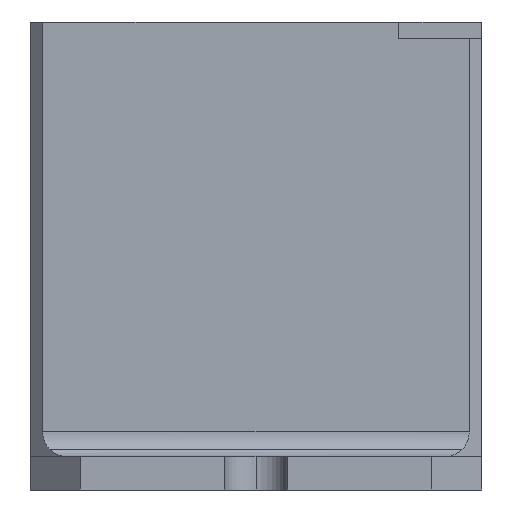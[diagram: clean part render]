
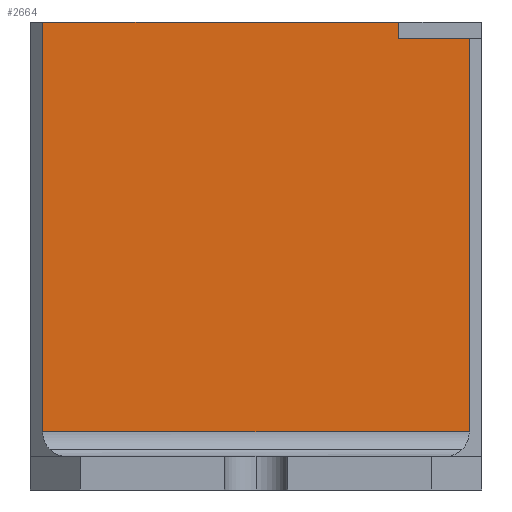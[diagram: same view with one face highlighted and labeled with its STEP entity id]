
A CAD part, left-side view. The second image highlights one B-rep face of the part: STEP entity #2664.
In plain terms, the highlighted planar face has unit normal (-1, 0, 0).
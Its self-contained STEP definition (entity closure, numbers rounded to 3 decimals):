
#277=CARTESIAN_POINT('',(-15.8,-12.85,2.5));
#278=VERTEX_POINT('',#277);
#286=CARTESIAN_POINT('',(-15.8,12.85,2.5));
#287=VERTEX_POINT('',#286);
#288=CARTESIAN_POINT('',(-15.8,-12.85,2.5));
#289=DIRECTION('',(0.0,1.0,0.0));
#290=VECTOR('',#289,25.7);
#291=LINE('',#288,#290);
#292=EDGE_CURVE('',#278,#287,#291,.T.);
#2618=CARTESIAN_POINT('',(-15.8,-13.6,-1.0));
#2619=DIRECTION('',(-1.0,0.0,0.0));
#2620=DIRECTION('',(0.0,0.0,1.0));
#2621=AXIS2_PLACEMENT_3D('',#2618,#2619,#2620);
#2622=PLANE('',#2621);
#2623=ORIENTED_EDGE('',*,*,#292,.F.);
#2624=CARTESIAN_POINT('',(-15.8,-12.85,26.2));
#2625=VERTEX_POINT('',#2624);
#2626=CARTESIAN_POINT('',(-15.8,-12.85,26.2));
#2627=DIRECTION('',(0.0,0.0,-1.0));
#2628=VECTOR('',#2627,23.7);
#2629=LINE('',#2626,#2628);
#2630=EDGE_CURVE('',#2625,#278,#2629,.T.);
#2631=ORIENTED_EDGE('',*,*,#2630,.F.);
#2632=CARTESIAN_POINT('',(-15.8,-8.6,26.2));
#2633=VERTEX_POINT('',#2632);
#2634=CARTESIAN_POINT('',(-15.8,-12.85,26.2));
#2635=DIRECTION('',(0.0,1.0,0.0));
#2636=VECTOR('',#2635,4.25);
#2637=LINE('',#2634,#2636);
#2638=EDGE_CURVE('',#2625,#2633,#2637,.T.);
#2639=ORIENTED_EDGE('',*,*,#2638,.T.);
#2640=CARTESIAN_POINT('',(-15.8,-8.6,27.2));
#2641=VERTEX_POINT('',#2640);
#2642=CARTESIAN_POINT('',(-15.8,-8.6,26.2));
#2643=DIRECTION('',(0.0,0.0,1.0));
#2644=VECTOR('',#2643,1.);
#2645=LINE('',#2642,#2644);
#2646=EDGE_CURVE('',#2633,#2641,#2645,.T.);
#2647=ORIENTED_EDGE('',*,*,#2646,.T.);
#2648=CARTESIAN_POINT('',(-15.8,12.85,27.2));
#2649=VERTEX_POINT('',#2648);
#2650=CARTESIAN_POINT('',(-15.8,-8.6,27.2));
#2651=DIRECTION('',(0.0,1.0,0.0));
#2652=VECTOR('',#2651,21.45);
#2653=LINE('',#2650,#2652);
#2654=EDGE_CURVE('',#2641,#2649,#2653,.T.);
#2655=ORIENTED_EDGE('',*,*,#2654,.T.);
#2656=CARTESIAN_POINT('',(-15.8,12.85,2.5));
#2657=DIRECTION('',(0.0,0.0,1.0));
#2658=VECTOR('',#2657,24.7);
#2659=LINE('',#2656,#2658);
#2660=EDGE_CURVE('',#287,#2649,#2659,.T.);
#2661=ORIENTED_EDGE('',*,*,#2660,.F.);
#2662=EDGE_LOOP('',(#2623,#2631,#2639,#2647,#2655,#2661));
#2663=FACE_OUTER_BOUND('',#2662,.T.);
#2664=ADVANCED_FACE('',(#2663),#2622,.T.);
